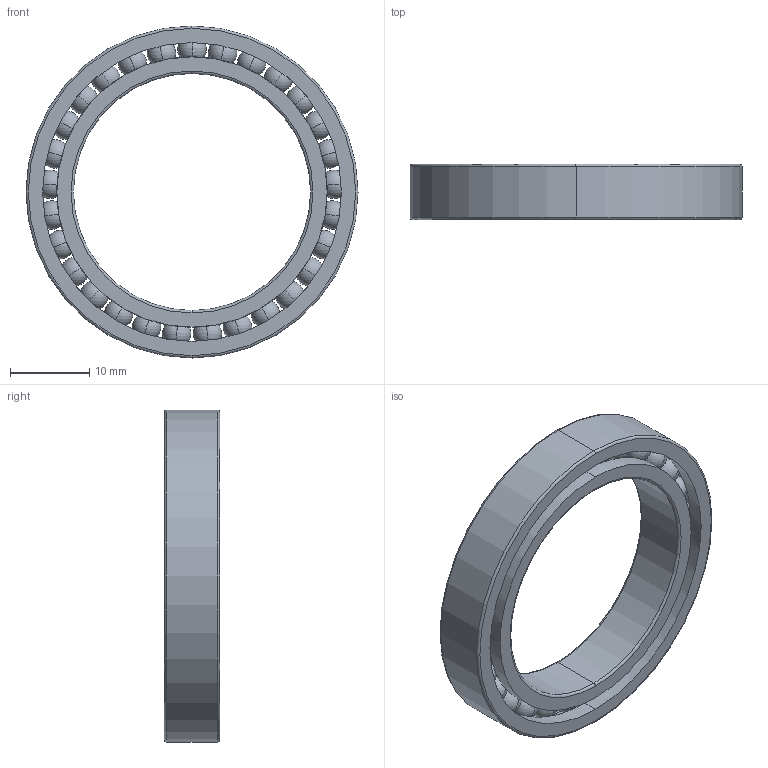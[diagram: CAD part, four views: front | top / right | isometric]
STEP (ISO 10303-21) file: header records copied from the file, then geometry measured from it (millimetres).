
FILE_DESCRIPTION(('STEP AP203'),'1');
FILE_NAME('05533005.stp','2021-05-20T07:02:47',('TraceParts'),('TraceParts S.A.'),'Spatial InterOp 3D',' ',' ');
FILE_SCHEMA(('CONFIG_CONTROL_DESIGN'));
Length unit declared in the file: millimetre
Products named in the file (1): 1
Bounding box: 42 x 7 x 42 mm (x, y, z)
Volume: 3574.6 mm3; surface area: 5386.8 mm2
Topology: 31 solids, 31 shells, 260 faces, 752 edges, 434 vertices
Faces by surface type: torus 128, sphere 116, cylinder 12, plane 4
Entity records: 8292 total; most frequent: DIRECTION 1834, CARTESIAN_POINT 1357, ORIENTED_EDGE 1264, AXIS2_PLACEMENT_3D 911, EDGE_CURVE 632, CIRCLE 620, VERTEX_POINT 434, EDGE_LOOP 264
